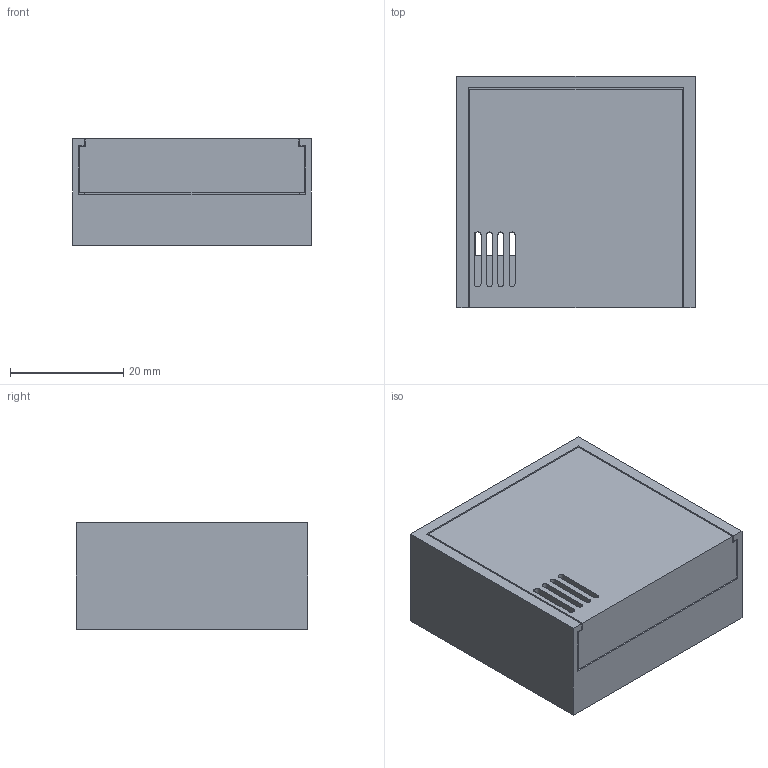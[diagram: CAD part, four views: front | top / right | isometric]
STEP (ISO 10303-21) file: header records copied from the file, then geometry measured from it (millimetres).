
FILE_DESCRIPTION(/* description */ ('','CAx-IF Rec.Pracs.---Representation and Presentation of Product Manufacturing Information (PMI)---4.0---2014-10-13'),/* implementation_level */ '2;1');
FILE_NAME(/* name */ 'Capstone.step',/* time_stamp */ '2025-01-30T20:08:09-05:00',/* author */ (''),/* organization */ (''),/* preprocessor_version */ 'ST-DEVELOPER v20',/* originating_system */ 'Autodesk Translation Framework v13.20.0.188',/* authorisation */ '');
FILE_SCHEMA (('AP242_MANAGED_MODEL_BASED_3D_ENGINEERING_MIM_LF { 1 0 10303 442 1 1 4 }'));
Length unit declared in the file: millimetre
Products named in the file (1): Capstone
Bounding box: 42 x 40.75 x 18.75 mm (x, y, z)
Volume: 9601.1 mm3; surface area: 11297.9 mm2
Topology: 2 solids, 2 shells, 85 faces, 244 edges, 162 vertices
Faces by surface type: plane 63, cylinder 20, sphere 2
Full cylindrical faces by diameter (mm): 0.75 x2, 1 x2
Entity records: 2816 total; most frequent: CARTESIAN_POINT 490, ORIENTED_EDGE 484, DIRECTION 466, EDGE_CURVE 242, LINE 190, VECTOR 190, VERTEX_POINT 162, AXIS2_PLACEMENT_3D 138
